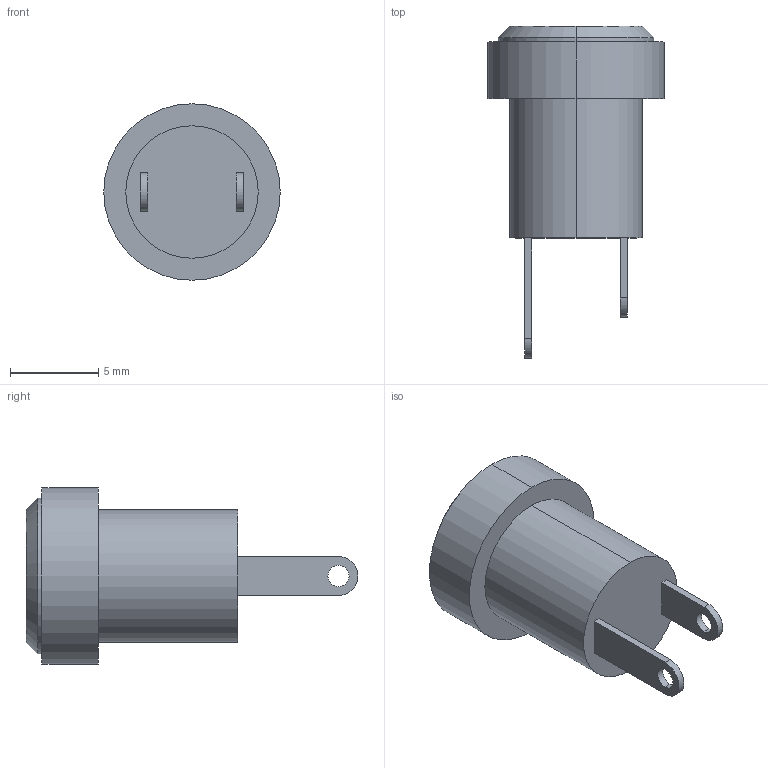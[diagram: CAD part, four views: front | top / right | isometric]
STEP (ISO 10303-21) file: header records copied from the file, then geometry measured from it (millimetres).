
FILE_DESCRIPTION (( 'STEP AP203' ), '1' );
FILE_NAME ('Power jack.STEP', '2024-10-28T17:09:20', ( '' ), ( '' ), 'SwSTEP 2.0', 'SolidWorks 2023', '' );
FILE_SCHEMA (( 'CONFIG_CONTROL_DESIGN' ));
Length unit declared in the file: millimetre
Products named in the file (1): Power jack
Bounding box: 10 x 18.8 x 10 mm (x, y, z)
Volume: 433.3 mm3; surface area: 750.7 mm2
Topology: 1 solids, 1 shells, 33 faces, 76 edges, 49 vertices
Faces by surface type: cylinder 16, plane 13, sphere 2, cone 2
Entity records: 1001 total; most frequent: DIRECTION 176, CARTESIAN_POINT 153, ORIENTED_EDGE 144, EDGE_CURVE 72, AXIS2_PLACEMENT_3D 70, VERTEX_POINT 47, EDGE_LOOP 43, CIRCLE 36
